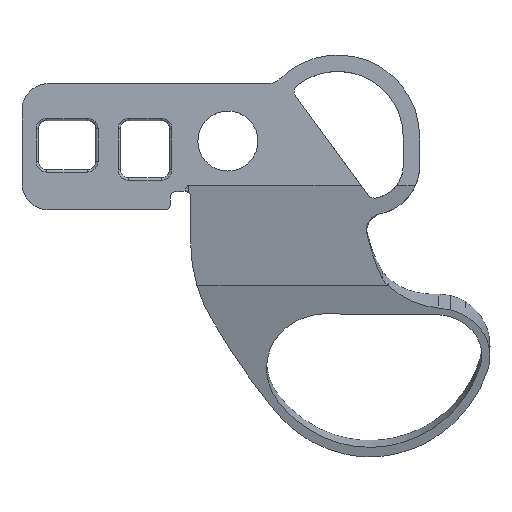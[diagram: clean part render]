
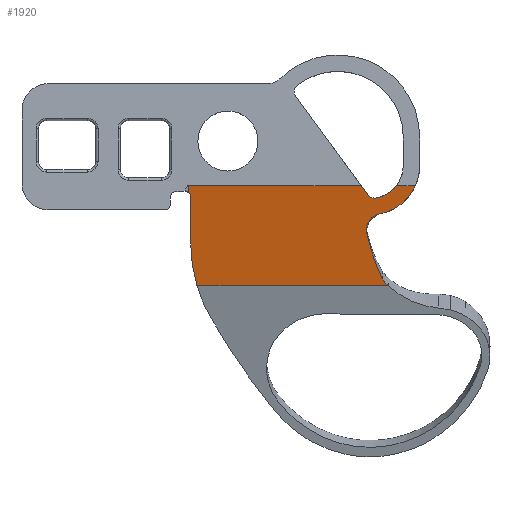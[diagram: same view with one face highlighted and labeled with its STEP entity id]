
A CAD part, top view. The second image highlights one B-rep face of the part: STEP entity #1920.
In plain terms, the highlighted face is planar.
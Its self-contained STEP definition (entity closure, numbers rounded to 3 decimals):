
#64=PLANE('',#2063);
#121=CIRCLE('',#2065,5.015);
#177=FACE_OUTER_BOUND('',#288,.T.);
#288=EDGE_LOOP('',(#1318,#1319,#1320,#1321,#1322,#1323,#1324,#1325,#1326,
#1327,#1328,#1329,#1330,#1331,#1332));
#398=LINE('',#2614,#525);
#411=LINE('',#2835,#538);
#412=LINE('',#2837,#539);
#413=LINE('',#2843,#540);
#414=LINE('',#2849,#541);
#415=LINE('',#2850,#542);
#525=VECTOR('',#2187,10.);
#538=VECTOR('',#2254,1000.);
#539=VECTOR('',#2255,1000.);
#540=VECTOR('',#2262,1000.);
#541=VECTOR('',#2267,1000.);
#542=VECTOR('',#2268,1000.);
#658=B_SPLINE_CURVE_WITH_KNOTS('',3,(#2700,#2701,#2702,#2703,#2704,#2705),
 .UNSPECIFIED.,.F.,.F.,(4,2,4),(-0.028,-0.014,
0.),.UNSPECIFIED.);
#754=ELLIPSE('',#2041,10.051,10.);
#755=ELLIPSE('',#2045,1.026,1.);
#758=ELLIPSE('',#2064,0.359,0.35);
#759=ELLIPSE('',#2066,10.988,9.365);
#760=ELLIPSE('',#2067,3.078,3.);
#761=ELLIPSE('',#2068,2.052,2.);
#762=ELLIPSE('',#2069,0.513,0.5);
#772=VERTEX_POINT('',#2602);
#773=VERTEX_POINT('',#2613);
#774=VERTEX_POINT('',#2617);
#776=VERTEX_POINT('',#2620);
#782=VERTEX_POINT('',#2649);
#783=VERTEX_POINT('',#2654);
#788=VERTEX_POINT('',#2685);
#789=VERTEX_POINT('',#2699);
#813=VERTEX_POINT('',#2833);
#814=VERTEX_POINT('',#2836);
#815=VERTEX_POINT('',#2840);
#816=VERTEX_POINT('',#2842);
#817=VERTEX_POINT('',#2844);
#818=VERTEX_POINT('',#2846);
#819=VERTEX_POINT('',#2848);
#968=EDGE_CURVE('',#772,#773,#398,.T.);
#971=EDGE_CURVE('',#774,#776,#754,.T.);
#978=EDGE_CURVE('',#782,#783,#755,.T.);
#984=EDGE_CURVE('',#788,#789,#658,.T.);
#1012=EDGE_CURVE('',#772,#813,#758,.F.);
#1013=EDGE_CURVE('',#813,#776,#411,.T.);
#1014=EDGE_CURVE('',#814,#774,#412,.T.);
#1015=EDGE_CURVE('',#789,#814,#121,.T.);
#1016=EDGE_CURVE('',#783,#788,#759,.T.);
#1017=EDGE_CURVE('',#782,#815,#760,.T.);
#1018=EDGE_CURVE('',#815,#816,#413,.T.);
#1019=EDGE_CURVE('',#816,#817,#761,.T.);
#1020=EDGE_CURVE('',#817,#818,#762,.T.);
#1021=EDGE_CURVE('',#818,#819,#414,.T.);
#1022=EDGE_CURVE('',#819,#773,#415,.T.);
#1318=ORIENTED_EDGE('',*,*,#968,.F.);
#1319=ORIENTED_EDGE('',*,*,#1012,.T.);
#1320=ORIENTED_EDGE('',*,*,#1013,.T.);
#1321=ORIENTED_EDGE('',*,*,#971,.F.);
#1322=ORIENTED_EDGE('',*,*,#1014,.F.);
#1323=ORIENTED_EDGE('',*,*,#1015,.F.);
#1324=ORIENTED_EDGE('',*,*,#984,.F.);
#1325=ORIENTED_EDGE('',*,*,#1016,.F.);
#1326=ORIENTED_EDGE('',*,*,#978,.F.);
#1327=ORIENTED_EDGE('',*,*,#1017,.T.);
#1328=ORIENTED_EDGE('',*,*,#1018,.T.);
#1329=ORIENTED_EDGE('',*,*,#1019,.T.);
#1330=ORIENTED_EDGE('',*,*,#1020,.T.);
#1331=ORIENTED_EDGE('',*,*,#1021,.T.);
#1332=ORIENTED_EDGE('',*,*,#1022,.T.);
#1920=ADVANCED_FACE('',(#177),#64,.T.);
#2041=AXIS2_PLACEMENT_3D('',#2621,#2194,#2195);
#2045=AXIS2_PLACEMENT_3D('',#2655,#2203,#2204);
#2063=AXIS2_PLACEMENT_3D('',#2832,#2250,#2251);
#2064=AXIS2_PLACEMENT_3D('',#2834,#2252,#2253);
#2065=AXIS2_PLACEMENT_3D('',#2838,#2256,#2257);
#2066=AXIS2_PLACEMENT_3D('',#2839,#2258,#2259);
#2067=AXIS2_PLACEMENT_3D('',#2841,#2260,#2261);
#2068=AXIS2_PLACEMENT_3D('',#2845,#2263,#2264);
#2069=AXIS2_PLACEMENT_3D('',#2847,#2265,#2266);
#2187=DIRECTION('',(0.003,-0.975,-0.224));
#2194=DIRECTION('center_axis',(0.,-0.224,
0.975));
#2195=DIRECTION('ref_axis',(0.,-0.975,-0.224));
#2203=DIRECTION('center_axis',(0.,0.224,-0.975));
#2204=DIRECTION('ref_axis',(0.004,0.975,0.224));
#2250=DIRECTION('center_axis',(0.,0.224,-0.975));
#2251=DIRECTION('ref_axis',(0.,0.975,0.224));
#2252=DIRECTION('center_axis',(0.,0.224,-0.975));
#2253=DIRECTION('ref_axis',(0.,-0.975,-0.224));
#2254=DIRECTION('',(0.,0.975,0.224));
#2255=DIRECTION('',(-1.,0.,0.));
#2256=DIRECTION('center_axis',(0.,0.224,
-0.975));
#2257=DIRECTION('ref_axis',(-0.709,0.687,0.158));
#2258=DIRECTION('center_axis',(0.,0.224,-0.975));
#2259=DIRECTION('ref_axis',(0.155,0.963,0.221));
#2260=DIRECTION('center_axis',(0.,0.224,
-0.975));
#2261=DIRECTION('ref_axis',(0.,0.975,0.224));
#2262=DIRECTION('',(-1.,0.,0.));
#2263=DIRECTION('center_axis',(0.,-0.224,
0.975));
#2264=DIRECTION('ref_axis',(0.,-0.975,-0.224));
#2265=DIRECTION('center_axis',(0.,-0.224,
0.975));
#2266=DIRECTION('ref_axis',(0.,-0.975,-0.224));
#2267=DIRECTION('',(-0.581,-0.793,-0.182));
#2268=DIRECTION('',(-1.,0.,0.));
#2602=CARTESIAN_POINT('',(-13.101,-8.688,-3.577));
#2613=CARTESIAN_POINT('',(-13.1,-9.119,-3.676));
#2614=CARTESIAN_POINT('',(-13.129,0.307,-1.51));
#2617=CARTESIAN_POINT('',(-12.593,-3.021,-2.275));
#2620=CARTESIAN_POINT('',(-12.97,-5.686,-2.887));
#2621=CARTESIAN_POINT('Origin',(-2.97,-5.686,-2.887));
#2649=CARTESIAN_POINT('',(-1.446,-7.393,-3.28));
#2654=CARTESIAN_POINT('',(-2.236,-6.199,-3.005));
#2655=CARTESIAN_POINT('Origin',(-1.258,-6.411,-3.054));
#2685=CARTESIAN_POINT('',(-1.289,-3.463,-2.377));
#2699=CARTESIAN_POINT('',(-1.134,-3.235,-2.324));
#2700=CARTESIAN_POINT('Ctrl Pts',(-1.289,-3.463,-2.377));
#2701=CARTESIAN_POINT('Ctrl Pts',(-1.268,-3.422,-2.367));
#2702=CARTESIAN_POINT('Ctrl Pts',(-1.245,-3.382,-2.358));
#2703=CARTESIAN_POINT('Ctrl Pts',(-1.194,-3.305,-2.34));
#2704=CARTESIAN_POINT('Ctrl Pts',(-1.165,-3.269,-2.332));
#2705=CARTESIAN_POINT('Ctrl Pts',(-1.134,-3.235,-2.324));
#2832=CARTESIAN_POINT('Origin',(0.,0.345,
-1.501));
#2833=CARTESIAN_POINT('',(-12.97,-8.415,-3.515));
#2834=CARTESIAN_POINT('Origin',(-13.32,-8.415,-3.515));
#2835=CARTESIAN_POINT('',(-12.97,-1.938,-2.026));
#2836=CARTESIAN_POINT('',(-0.929,-3.021,-2.275));
#2837=CARTESIAN_POINT('',(0.,-3.021,-2.275));
#2838=CARTESIAN_POINT('Origin',(2.627,-6.467,-3.067));
#2839=CARTESIAN_POINT('Origin',(6.892,-8.273,-3.482));
#2840=CARTESIAN_POINT('',(0.731,-9.119,-3.676));
#2841=CARTESIAN_POINT('Origin',(-2.009,-10.34,-3.957));
#2842=CARTESIAN_POINT('',(-0.425,-9.119,-3.676));
#2843=CARTESIAN_POINT('',(-8.244,-9.119,-3.676));
#2844=CARTESIAN_POINT('',(-1.69,-8.366,-3.503));
#2845=CARTESIAN_POINT('Origin',(-2.009,-10.34,-3.957));
#2846=CARTESIAN_POINT('',(-2.173,-8.564,-3.549));
#2847=CARTESIAN_POINT('Origin',(-1.77,-8.859,-3.617));
#2848=CARTESIAN_POINT('',(-2.58,-9.119,-3.676));
#2849=CARTESIAN_POINT('',(-6.514,-14.488,-4.911));
#2850=CARTESIAN_POINT('',(-8.244,-9.119,-3.676));
